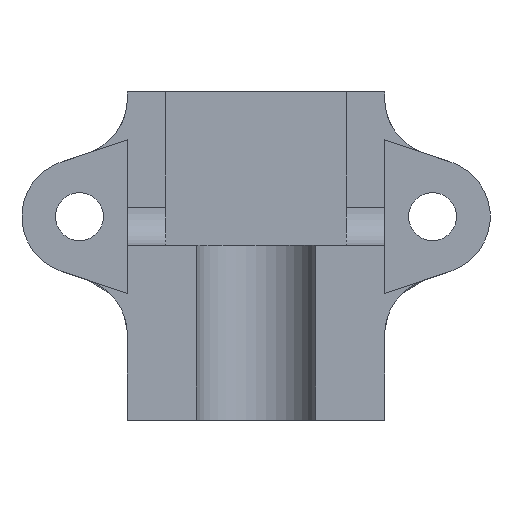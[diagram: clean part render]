
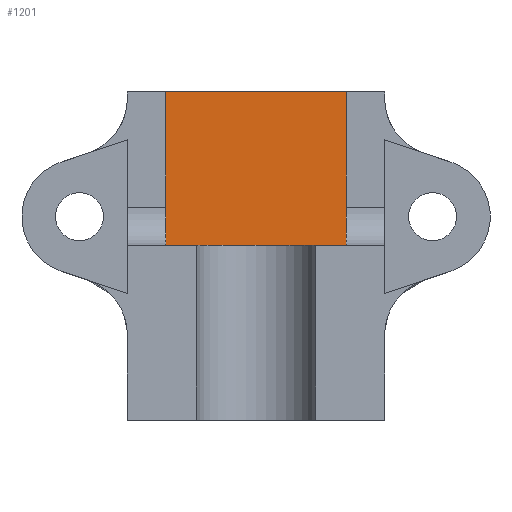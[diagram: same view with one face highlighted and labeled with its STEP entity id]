
A CAD part, front view. The second image highlights one B-rep face of the part: STEP entity #1201.
In plain terms, the highlighted planar face has unit normal (0, -1, 0).
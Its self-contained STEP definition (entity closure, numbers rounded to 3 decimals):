
#9 = CARTESIAN_POINT ( 'NONE',  ( 0., 7.2, 8. ) ) ;
#65 = ORIENTED_EDGE ( 'NONE', *, *, #2017, .T. ) ;
#155 = DIRECTION ( 'NONE',  ( 0., 0., -1. ) ) ;
#160 = CARTESIAN_POINT ( 'NONE',  ( 4.7, 7.2, 0. ) ) ;
#177 = VECTOR ( 'NONE', #1345, 1000. ) ;
#208 = EDGE_LOOP ( 'NONE', ( #1485, #65, #576, #1256 ) ) ;
#220 = VERTEX_POINT ( 'NONE', #160 ) ;
#267 = EDGE_CURVE ( 'NONE', #1825, #834, #312, .T. ) ;
#275 = CARTESIAN_POINT ( 'NONE',  ( -4.7, 7.2, 8. ) ) ;
#312 = LINE ( 'NONE', #9, #177 ) ;
#325 = VECTOR ( 'NONE', #2035, 1000. ) ;
#393 = AXIS2_PLACEMENT_3D ( 'NONE', #655, #1957, #2070 ) ;
#489 = PLANE ( 'NONE',  #393 ) ;
#576 = ORIENTED_EDGE ( 'NONE', *, *, #898, .F. ) ;
#655 = CARTESIAN_POINT ( 'NONE',  ( 0., 7.2, 136.184 ) ) ;
#680 = CARTESIAN_POINT ( 'NONE',  ( 4.7, 7.2, 8. ) ) ;
#834 = VERTEX_POINT ( 'NONE', #680 ) ;
#881 = VECTOR ( 'NONE', #155, 1000. ) ;
#898 = EDGE_CURVE ( 'NONE', #220, #1212, #925, .T. ) ;
#925 = LINE ( 'NONE', #1575, #325 ) ;
#1201 = ADVANCED_FACE ( 'NONE', ( #2114 ), #489, .T. ) ;
#1212 = VERTEX_POINT ( 'NONE', #1266 ) ;
#1256 = ORIENTED_EDGE ( 'NONE', *, *, #1708, .F. ) ;
#1266 = CARTESIAN_POINT ( 'NONE',  ( -4.7, 7.2, 0. ) ) ;
#1294 = CARTESIAN_POINT ( 'NONE',  ( -4.7, 7.2, 136.184 ) ) ;
#1345 = DIRECTION ( 'NONE',  ( 1., 0., 0. ) ) ;
#1468 = LINE ( 'NONE', #1294, #2063 ) ;
#1485 = ORIENTED_EDGE ( 'NONE', *, *, #267, .F. ) ;
#1575 = CARTESIAN_POINT ( 'NONE',  ( 0., 7.2, 0. ) ) ;
#1620 = CARTESIAN_POINT ( 'NONE',  ( 4.7, 7.2, 136.184 ) ) ;
#1708 = EDGE_CURVE ( 'NONE', #834, #220, #1777, .T. ) ;
#1777 = LINE ( 'NONE', #1620, #881 ) ;
#1825 = VERTEX_POINT ( 'NONE', #275 ) ;
#1937 = DIRECTION ( 'NONE',  ( 0., 0., -1. ) ) ;
#1957 = DIRECTION ( 'NONE',  ( 0., -1., 0. ) ) ;
#2017 = EDGE_CURVE ( 'NONE', #1825, #1212, #1468, .T. ) ;
#2035 = DIRECTION ( 'NONE',  ( -1., 0., 0. ) ) ;
#2063 = VECTOR ( 'NONE', #1937, 1000. ) ;
#2070 = DIRECTION ( 'NONE',  ( 0., 0., -1. ) ) ;
#2114 = FACE_OUTER_BOUND ( 'NONE', #208, .T. ) ;
